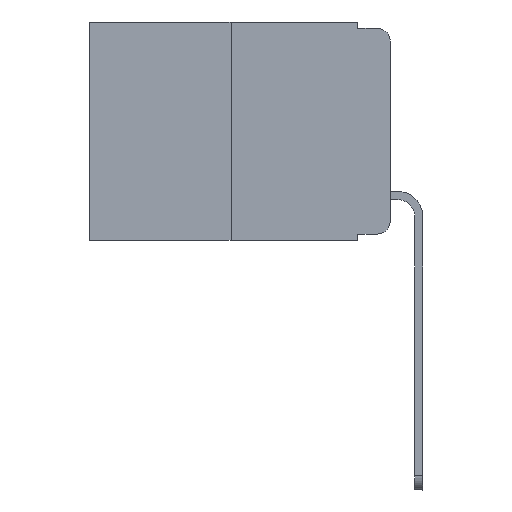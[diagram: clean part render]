
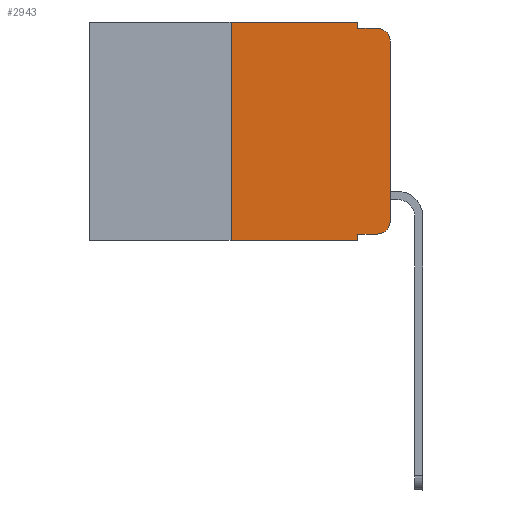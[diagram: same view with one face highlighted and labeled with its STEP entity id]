
A CAD part, left-side view. The second image highlights one B-rep face of the part: STEP entity #2943.
In plain terms, the highlighted planar face has unit normal (-1, 0, 0).
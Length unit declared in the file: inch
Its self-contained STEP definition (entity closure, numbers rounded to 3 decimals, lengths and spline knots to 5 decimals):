
#325 = ORIENTED_EDGE ( 'NONE', *, *, #4078, .T. ) ;
#417 = LINE ( 'NONE', #18220, #6573 ) ;
#786 = CARTESIAN_POINT ( 'NONE',  ( 0., 0., -0.313 ) ) ;
#1044 = VERTEX_POINT ( 'NONE', #9708 ) ;
#1340 = VECTOR ( 'NONE', #19022, 39.37008 ) ;
#2820 = DIRECTION ( 'NONE',  ( 0., -1., 0. ) ) ;
#2943 = ADVANCED_FACE ( 'NONE', ( #18778 ), #8919, .F. ) ;
#3090 = CIRCLE ( 'NONE', #16088, 0.02 ) ;
#3111 = ORIENTED_EDGE ( 'NONE', *, *, #3323, .F. ) ;
#3323 = EDGE_CURVE ( 'NONE', #6869, #18926, #7102, .T. ) ;
#3666 = DIRECTION ( 'NONE',  ( 0., -1., 0. ) ) ;
#3716 = DIRECTION ( 'NONE',  ( 0., 0., -1. ) ) ;
#3826 = LINE ( 'NONE', #6831, #11321 ) ;
#4019 = CARTESIAN_POINT ( 'NONE',  ( 0., 0.473, 0. ) ) ;
#4078 = EDGE_CURVE ( 'NONE', #7619, #19774, #6338, .T. ) ;
#4289 = CARTESIAN_POINT ( 'NONE',  ( 0., 0.25, 0. ) ) ;
#4768 = CARTESIAN_POINT ( 'NONE',  ( 0., 0.02, -0.313 ) ) ;
#4797 = VECTOR ( 'NONE', #10200, 39.37008 ) ;
#4910 = ORIENTED_EDGE ( 'NONE', *, *, #15230, .T. ) ;
#5306 = CARTESIAN_POINT ( 'NONE',  ( 0., 0., 0. ) ) ;
#6011 = CARTESIAN_POINT ( 'NONE',  ( 0., 0., -0.03 ) ) ;
#6338 = CIRCLE ( 'NONE', #13506, 0.02 ) ;
#6409 = ORIENTED_EDGE ( 'NONE', *, *, #13318, .T. ) ;
#6455 = CARTESIAN_POINT ( 'NONE',  ( 0., 0.02, -0.333 ) ) ;
#6573 = VECTOR ( 'NONE', #3666, 39.37008 ) ;
#6831 = CARTESIAN_POINT ( 'NONE',  ( 0., 0.051, 0. ) ) ;
#6869 = VERTEX_POINT ( 'NONE', #13533 ) ;
#7102 = LINE ( 'NONE', #16957, #15675 ) ;
#7228 = DIRECTION ( 'NONE',  ( 0., 0., -1. ) ) ;
#7245 = DIRECTION ( 'NONE',  ( 0., 0., -1. ) ) ;
#7534 = ORIENTED_EDGE ( 'NONE', *, *, #11736, .F. ) ;
#7619 = VERTEX_POINT ( 'NONE', #6011 ) ;
#8149 = CARTESIAN_POINT ( 'NONE',  ( 0., 0.051, -0.343 ) ) ;
#8285 = DIRECTION ( 'NONE',  ( -1., 0., 0. ) ) ;
#8354 = ORIENTED_EDGE ( 'NONE', *, *, #15368, .T. ) ;
#8834 = CARTESIAN_POINT ( 'NONE',  ( 0., 0.051, 0. ) ) ;
#8919 = PLANE ( 'NONE',  #20057 ) ;
#9307 = DIRECTION ( 'NONE',  ( 0., -1., 0. ) ) ;
#9708 = CARTESIAN_POINT ( 'NONE',  ( 0., 0.051, 0. ) ) ;
#10200 = DIRECTION ( 'NONE',  ( 0., 0., 1. ) ) ;
#10636 = VECTOR ( 'NONE', #3716, 39.37008 ) ;
#10706 = CARTESIAN_POINT ( 'NONE',  ( 0., 0.473, -0.343 ) ) ;
#10754 = CARTESIAN_POINT ( 'NONE',  ( 0., 0.02, -0.03 ) ) ;
#10917 = EDGE_CURVE ( 'NONE', #18926, #1044, #16101, .T. ) ;
#11260 = CARTESIAN_POINT ( 'NONE',  ( 0., 0.051, -0.01 ) ) ;
#11321 = VECTOR ( 'NONE', #7245, 39.37008 ) ;
#11703 = VECTOR ( 'NONE', #9307, 39.37008 ) ;
#11736 = EDGE_CURVE ( 'NONE', #16365, #19774, #12189, .T. ) ;
#12117 = LINE ( 'NONE', #10706, #11703 ) ;
#12189 = LINE ( 'NONE', #13997, #1340 ) ;
#12392 = ORIENTED_EDGE ( 'NONE', *, *, #14319, .F. ) ;
#12831 = ORIENTED_EDGE ( 'NONE', *, *, #14380, .F. ) ;
#13318 = EDGE_CURVE ( 'NONE', #19950, #17990, #3090, .T. ) ;
#13348 = LINE ( 'NONE', #8834, #10636 ) ;
#13506 = AXIS2_PLACEMENT_3D ( 'NONE', #10754, #18780, #17181 ) ;
#13527 = EDGE_CURVE ( 'NONE', #17990, #7619, #16647, .T. ) ;
#13533 = CARTESIAN_POINT ( 'NONE',  ( 0., 0.25, -0.343 ) ) ;
#13777 = VERTEX_POINT ( 'NONE', #8149 ) ;
#13997 = CARTESIAN_POINT ( 'NONE',  ( 0., 0.051, -0.01 ) ) ;
#14319 = EDGE_CURVE ( 'NONE', #1044, #16365, #13348, .T. ) ;
#14380 = EDGE_CURVE ( 'NONE', #20947, #13777, #3826, .T. ) ;
#14566 = CARTESIAN_POINT ( 'NONE',  ( 0., 0.051, -0.333 ) ) ;
#14904 = ORIENTED_EDGE ( 'NONE', *, *, #10917, .F. ) ;
#15230 = EDGE_CURVE ( 'NONE', #20947, #19950, #417, .T. ) ;
#15368 = EDGE_CURVE ( 'NONE', #6869, #13777, #12117, .T. ) ;
#15506 = EDGE_LOOP ( 'NONE', ( #16674, #325, #7534, #12392, #14904, #3111, #8354, #12831, #4910, #6409 ) ) ;
#15675 = VECTOR ( 'NONE', #17051, 39.37008 ) ;
#15902 = CARTESIAN_POINT ( 'NONE',  ( 0., 0.473, 0. ) ) ;
#16088 = AXIS2_PLACEMENT_3D ( 'NONE', #4768, #8285, #17923 ) ;
#16101 = LINE ( 'NONE', #15902, #18088 ) ;
#16365 = VERTEX_POINT ( 'NONE', #11260 ) ;
#16647 = LINE ( 'NONE', #5306, #4797 ) ;
#16674 = ORIENTED_EDGE ( 'NONE', *, *, #13527, .T. ) ;
#16957 = CARTESIAN_POINT ( 'NONE',  ( 0., 0.25, 0. ) ) ;
#16967 = CARTESIAN_POINT ( 'NONE',  ( 0., 0.02, -0.01 ) ) ;
#17051 = DIRECTION ( 'NONE',  ( 0., 0., 1. ) ) ;
#17078 = DIRECTION ( 'NONE',  ( 1., 0., 0. ) ) ;
#17181 = DIRECTION ( 'NONE',  ( 0., 0., -1. ) ) ;
#17923 = DIRECTION ( 'NONE',  ( 0., 0., -1. ) ) ;
#17990 = VERTEX_POINT ( 'NONE', #786 ) ;
#18088 = VECTOR ( 'NONE', #2820, 39.37008 ) ;
#18220 = CARTESIAN_POINT ( 'NONE',  ( 0., 0.051, -0.333 ) ) ;
#18778 = FACE_OUTER_BOUND ( 'NONE', #15506, .T. ) ;
#18780 = DIRECTION ( 'NONE',  ( -1., 0., 0. ) ) ;
#18926 = VERTEX_POINT ( 'NONE', #4289 ) ;
#19022 = DIRECTION ( 'NONE',  ( 0., -1., 0. ) ) ;
#19774 = VERTEX_POINT ( 'NONE', #16967 ) ;
#19950 = VERTEX_POINT ( 'NONE', #6455 ) ;
#20057 = AXIS2_PLACEMENT_3D ( 'NONE', #4019, #17078, #7228 ) ;
#20947 = VERTEX_POINT ( 'NONE', #14566 ) ;
